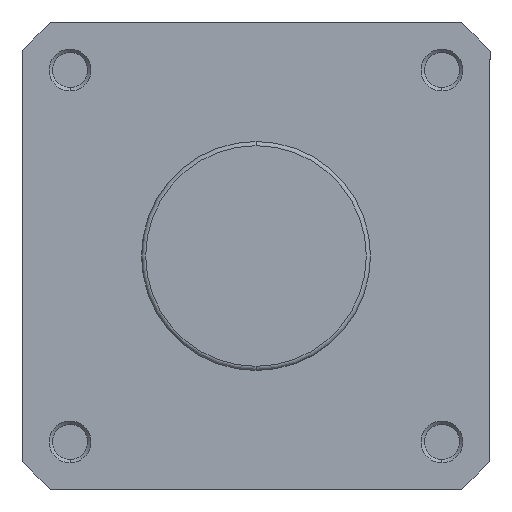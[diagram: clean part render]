
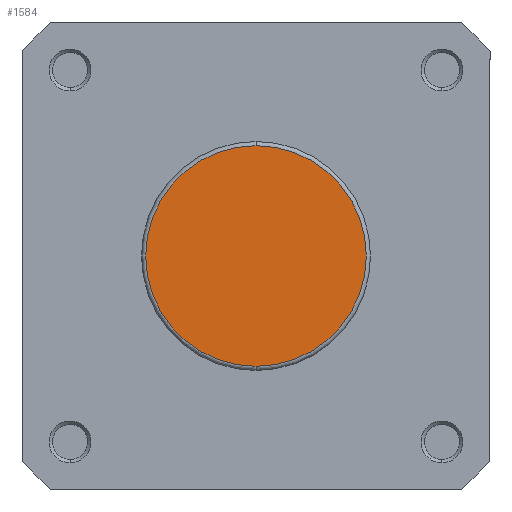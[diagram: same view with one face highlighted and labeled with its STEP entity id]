
A CAD part, left-side view. The second image highlights one B-rep face of the part: STEP entity #1584.
In plain terms, the highlighted planar face has unit normal (-1, 0, 0).
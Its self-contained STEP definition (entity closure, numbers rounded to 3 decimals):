
#485 = FACE_OUTER_BOUND ( 'NONE', #2906, .T. ) ;
#852 = CIRCLE ( 'NONE', #5216, 26.4 ) ;
#880 = CIRCLE ( 'NONE', #5237, 26.4 ) ;
#1353 = ORIENTED_EDGE ( 'NONE', *, *, #4675, .T. ) ;
#1366 = ORIENTED_EDGE ( 'NONE', *, *, #4696, .T. ) ;
#1584 = ADVANCED_FACE ( 'NONE', ( #485 ), #3378, .F. ) ;
#2906 = EDGE_LOOP ( 'NONE', ( #1366, #1353 ) ) ;
#3378 = PLANE ( 'NONE',  #5074 ) ;
#3379 = CARTESIAN_POINT ( 'NONE',  ( 0., 27.4, 0. ) ) ;
#3388 = DIRECTION ( 'NONE',  ( 1., 0., 0. ) ) ;
#3389 = DIRECTION ( 'NONE',  ( 0., 0., -1. ) ) ;
#3630 = CARTESIAN_POINT ( 'NONE',  ( 0., 0., 26.4 ) ) ;
#3640 = CARTESIAN_POINT ( 'NONE',  ( 0., 0., -26.4 ) ) ;
#4121 = CARTESIAN_POINT ( 'NONE',  ( 0., 0., 0. ) ) ;
#4122 = DIRECTION ( 'NONE',  ( -1., 0., 0. ) ) ;
#4123 = DIRECTION ( 'NONE',  ( 0., 0., -1. ) ) ;
#4169 = CARTESIAN_POINT ( 'NONE',  ( 0., 0., 0. ) ) ;
#4176 = DIRECTION ( 'NONE',  ( -1., 0., 0. ) ) ;
#4177 = DIRECTION ( 'NONE',  ( 0., 0., -1. ) ) ;
#4234 = VERTEX_POINT ( 'NONE', #3630 ) ;
#4246 = VERTEX_POINT ( 'NONE', #3640 ) ;
#4675 = EDGE_CURVE ( 'NONE', #4234, #4246, #852, .T. ) ;
#4696 = EDGE_CURVE ( 'NONE', #4246, #4234, #880, .T. ) ;
#5074 = AXIS2_PLACEMENT_3D ( 'NONE', #3379, #3388, #3389 ) ;
#5216 = AXIS2_PLACEMENT_3D ( 'NONE', #4121, #4122, #4123 ) ;
#5237 = AXIS2_PLACEMENT_3D ( 'NONE', #4169, #4176, #4177 ) ;
